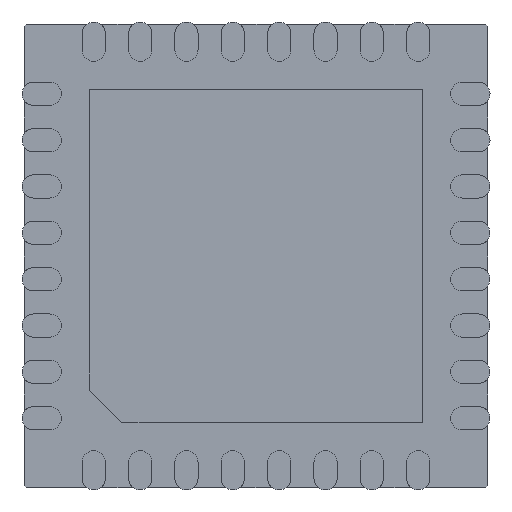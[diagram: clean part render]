
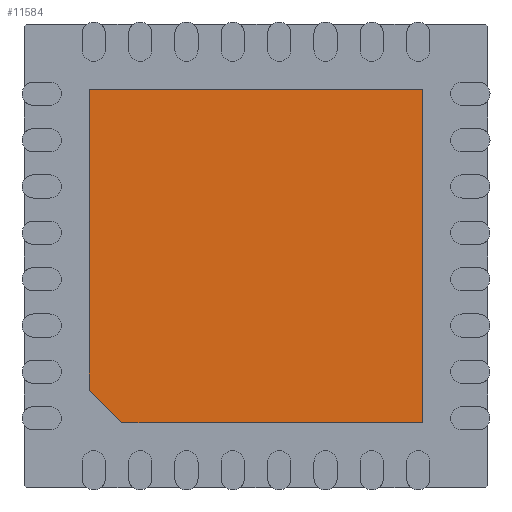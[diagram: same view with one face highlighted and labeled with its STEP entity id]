
A CAD part, front view. The second image highlights one B-rep face of the part: STEP entity #11584.
In plain terms, the highlighted planar face has unit normal (0, -1, 0).
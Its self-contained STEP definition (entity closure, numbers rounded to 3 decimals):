
#141 = PLANE ( 'NONE',  #9465 ) ;
#293 = EDGE_CURVE ( 'NONE', #6530, #9176, #13356, .T. ) ;
#481 = CARTESIAN_POINT ( 'NONE',  ( 1.8, 0., 1.8 ) ) ;
#646 = LINE ( 'NONE', #4599, #2537 ) ;
#1214 = ORIENTED_EDGE ( 'NONE', *, *, #16675, .T. ) ;
#1589 = DIRECTION ( 'NONE',  ( 0., 0., -1. ) ) ;
#1743 = EDGE_CURVE ( 'NONE', #9141, #14300, #6500, .T. ) ;
#1862 = VERTEX_POINT ( 'NONE', #3525 ) ;
#2108 = CARTESIAN_POINT ( 'NONE',  ( -1.8, 0., -1.446 ) ) ;
#2537 = VECTOR ( 'NONE', #10087, 1000. ) ;
#2754 = LINE ( 'NONE', #6872, #13580 ) ;
#2940 = DIRECTION ( 'NONE',  ( 0., -1., 0. ) ) ;
#3118 = ORIENTED_EDGE ( 'NONE', *, *, #11304, .T. ) ;
#3525 = CARTESIAN_POINT ( 'NONE',  ( -1.8, 0., 1.8 ) ) ;
#3665 = CARTESIAN_POINT ( 'NONE',  ( 1.8, 0., -1.8 ) ) ;
#3713 = ORIENTED_EDGE ( 'NONE', *, *, #293, .F. ) ;
#4103 = DIRECTION ( 'NONE',  ( 0., 0., -1. ) ) ;
#4599 = CARTESIAN_POINT ( 'NONE',  ( 1.8, 0., -1.8 ) ) ;
#5687 = VECTOR ( 'NONE', #7795, 1000. ) ;
#6500 = LINE ( 'NONE', #2108, #6994 ) ;
#6530 = VERTEX_POINT ( 'NONE', #481 ) ;
#6740 = VECTOR ( 'NONE', #4103, 1000. ) ;
#6872 = CARTESIAN_POINT ( 'NONE',  ( -1.8, 0., 1.8 ) ) ;
#6994 = VECTOR ( 'NONE', #8913, 1000. ) ;
#7100 = LINE ( 'NONE', #16837, #5687 ) ;
#7386 = ORIENTED_EDGE ( 'NONE', *, *, #1743, .T. ) ;
#7668 = EDGE_CURVE ( 'NONE', #9176, #14300, #646, .T. ) ;
#7795 = DIRECTION ( 'NONE',  ( -1., 0., 0. ) ) ;
#8318 = CARTESIAN_POINT ( 'NONE',  ( 1.8, 0., 1.8 ) ) ;
#8913 = DIRECTION ( 'NONE',  ( 0.707, 0., -0.707 ) ) ;
#9007 = EDGE_LOOP ( 'NONE', ( #3118, #1214, #7386, #11328, #3713 ) ) ;
#9040 = CARTESIAN_POINT ( 'NONE',  ( -1.8, 0., -1.446 ) ) ;
#9141 = VERTEX_POINT ( 'NONE', #9040 ) ;
#9176 = VERTEX_POINT ( 'NONE', #3665 ) ;
#9465 = AXIS2_PLACEMENT_3D ( 'NONE', #15335, #2940, #1589 ) ;
#10087 = DIRECTION ( 'NONE',  ( -1., 0., 0. ) ) ;
#11304 = EDGE_CURVE ( 'NONE', #6530, #1862, #7100, .T. ) ;
#11328 = ORIENTED_EDGE ( 'NONE', *, *, #7668, .F. ) ;
#11584 = ADVANCED_FACE ( 'NONE', ( #13895 ), #141, .T. ) ;
#12415 = DIRECTION ( 'NONE',  ( 0., 0., -1. ) ) ;
#13356 = LINE ( 'NONE', #8318, #6740 ) ;
#13580 = VECTOR ( 'NONE', #12415, 1000. ) ;
#13895 = FACE_OUTER_BOUND ( 'NONE', #9007, .T. ) ;
#14300 = VERTEX_POINT ( 'NONE', #14486 ) ;
#14486 = CARTESIAN_POINT ( 'NONE',  ( -1.446, 0., -1.8 ) ) ;
#15335 = CARTESIAN_POINT ( 'NONE',  ( 0., 0., 0. ) ) ;
#16675 = EDGE_CURVE ( 'NONE', #1862, #9141, #2754, .T. ) ;
#16837 = CARTESIAN_POINT ( 'NONE',  ( 1.8, 0., 1.8 ) ) ;
